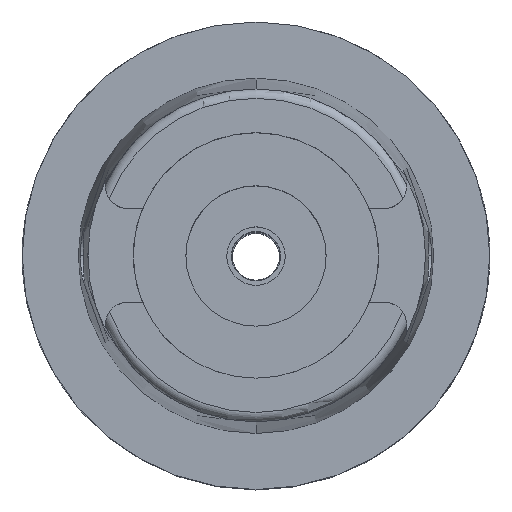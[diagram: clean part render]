
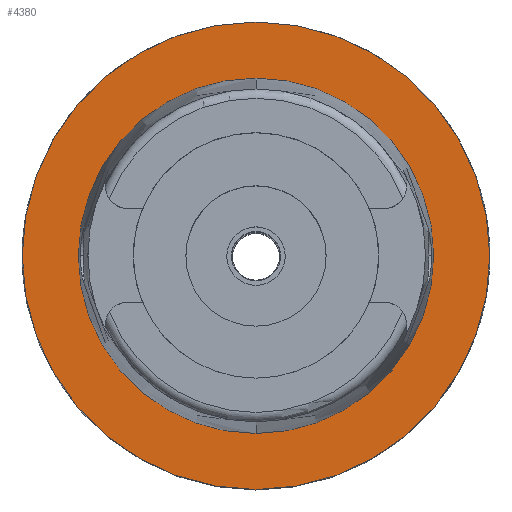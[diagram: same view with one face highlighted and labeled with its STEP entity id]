
A CAD part, top view. The second image highlights one B-rep face of the part: STEP entity #4380.
In plain terms, the highlighted planar face has unit normal (0, 0, 1).
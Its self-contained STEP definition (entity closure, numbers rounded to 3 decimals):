
#2265=CARTESIAN_POINT('',(0.,0.,0.));
#2266=DIRECTION('',(0.,0.,-1.));
#2267=DIRECTION('',(0.,-1.,0.));
#2268=AXIS2_PLACEMENT_3D('',#2265,#2266,#2267);
#2273=CARTESIAN_POINT('',(0.,0.,0.));
#2274=DIRECTION('',(0.,0.,-1.));
#2275=DIRECTION('',(0.,1.,0.));
#2276=AXIS2_PLACEMENT_3D('',#2273,#2274,#2275);
#2281=CARTESIAN_POINT('',(0.,0.,0.));
#2282=DIRECTION('',(0.,0.,1.));
#2283=DIRECTION('',(0.,-1.,0.));
#2284=AXIS2_PLACEMENT_3D('',#2281,#2282,#2283);
#2289=CARTESIAN_POINT('',(0.,0.,0.));
#2290=DIRECTION('',(0.,0.,1.));
#2291=DIRECTION('',(0.,1.,0.));
#2292=AXIS2_PLACEMENT_3D('',#2289,#2290,#2291);
#2471=CARTESIAN_POINT('',(0.,-15.2,0.));
#2472=VERTEX_POINT('',#2471);
#2473=CARTESIAN_POINT('',(0.,15.2,0.));
#2474=VERTEX_POINT('',#2473);
#2741=CARTESIAN_POINT('',(0.,20.,0.));
#2742=VERTEX_POINT('',#2741);
#2743=CARTESIAN_POINT('',(0.,-20.,0.));
#2744=VERTEX_POINT('',#2743);
#4367=CARTESIAN_POINT('',(0.,0.,0.));
#4368=DIRECTION('',(0.,0.,1.));
#4369=DIRECTION('',(0.,1.,0.));
#4370=AXIS2_PLACEMENT_3D('',#4367,#4368,#4369);
#4371=PLANE('',#4370);
#4372=ORIENTED_EDGE('',*,*,#3979,.T.);
#4373=ORIENTED_EDGE('',*,*,#4122,.T.);
#4374=EDGE_LOOP('',(#4372,#4373));
#4375=FACE_OUTER_BOUND('',#4374,.F.);
#4376=ORIENTED_EDGE('',*,*,#2967,.T.);
#4377=ORIENTED_EDGE('',*,*,#2936,.T.);
#4378=EDGE_LOOP('',(#4376,#4377));
#4379=FACE_BOUND('',#4378,.F.);
#2269=CIRCLE('',#2268,20.);
#2277=CIRCLE('',#2276,20.);
#2285=CIRCLE('',#2284,15.2);
#2293=CIRCLE('',#2292,15.2);
#2936=EDGE_CURVE('',#2474,#2472,#2293,.T.);
#2967=EDGE_CURVE('',#2472,#2474,#2285,.T.);
#3979=EDGE_CURVE('',#2744,#2742,#2269,.T.);
#4122=EDGE_CURVE('',#2742,#2744,#2277,.T.);
#4380=ADVANCED_FACE('',(#4375,#4379),#4371,.T.);
